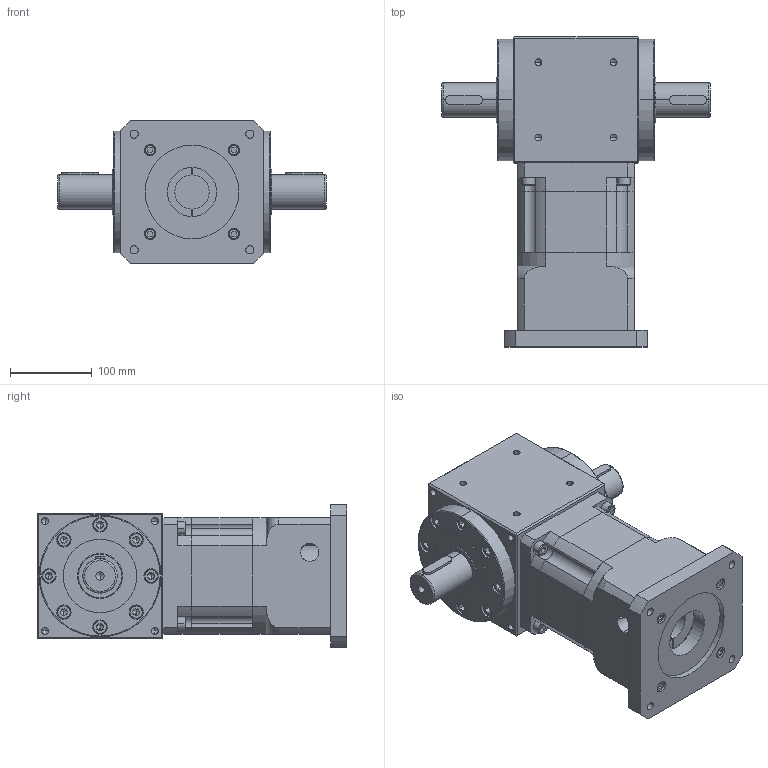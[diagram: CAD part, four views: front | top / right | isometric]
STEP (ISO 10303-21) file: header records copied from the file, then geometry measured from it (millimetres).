
FILE_DESCRIPTION (( 'STEP AP214' ), '1' );
FILE_NAME ('RAM150-L2-XX-2S-42-114.3-200-M12_2019.STEP', '2019-04-10T01:01:20', ( 'Y' ), ( 'NCU' ), 'SwSTEP 2.0', 'SolidWorks 2016', '' );
FILE_SCHEMA (( 'AUTOMOTIVE_DESIGN' ));
Length unit declared in the file: millimetre
Products named in the file (1): RAM150-L2-XX-2S-42-114.3-200-M12_2019
Bounding box: 329 x 379 x 176 mm (x, y, z)
Volume: 8473797.7 mm3; surface area: 587092 mm2
Topology: 6 solids, 28 shells, 910 faces, 2120 edges, 1296 vertices
Faces by surface type: plane 422, cylinder 324, cone 116, torus 48
Entity records: 27874 total; most frequent: CARTESIAN_POINT 5003, DIRECTION 4718, ORIENTED_EDGE 4064, EDGE_CURVE 2032, AXIS2_PLACEMENT_3D 1815, VERTEX_POINT 1296, VECTOR 1088, LINE 1088
